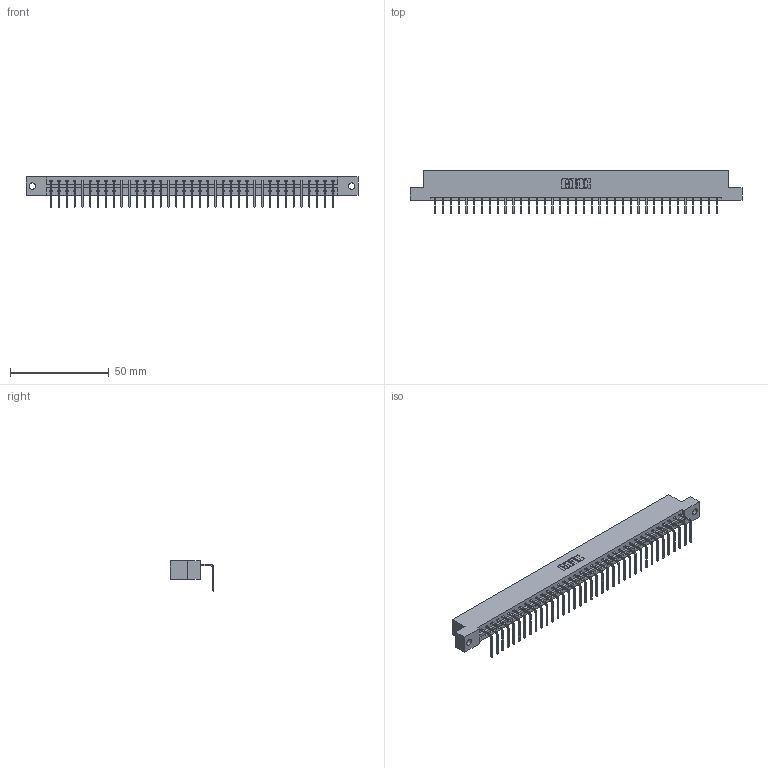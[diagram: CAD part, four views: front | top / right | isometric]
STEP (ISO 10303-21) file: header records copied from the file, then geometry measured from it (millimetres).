
FILE_DESCRIPTION (( 'STEP AP203' ), '1' );
FILE_NAME ('833-037-558-102.STEP', '2020-06-03T05:43:36', ( '' ), ( '' ), 'SwSTEP 2.0', 'SolidWorks 2020', '' );
FILE_SCHEMA (( 'CONFIG_CONTROL_DESIGN' ));
Length unit declared in the file: inch
Products named in the file (3): 345-292-001_558 Tail - 2; 833 Part_Flush - .128 Dia; 833-037-558-102
Assembly tree (38 placements, depth 2):
  833-037-558-102
    833 Part_Flush - .128 Dia
    345-292-001_558 Tail - 2  x37
Bounding box: 168.15 x 22.17 x 15.37 mm (x, y, z)
Volume: 16964 mm3; surface area: 18805.8 mm2
Topology: 38 solids, 38 shells, 2334 faces, 7045 edges, 4646 vertices
Faces by surface type: plane 1698, cylinder 636
Entity records: 23353 total; most frequent: CARTESIAN_POINT 4037, ORIENTED_EDGE 4010, DIRECTION 3415, EDGE_CURVE 2005, LINE 1877, VECTOR 1877, VERTEX_POINT 1334, AXIS2_PLACEMENT_3D 769
